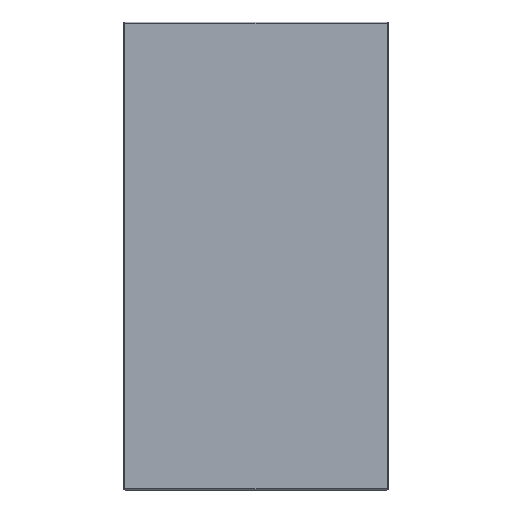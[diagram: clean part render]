
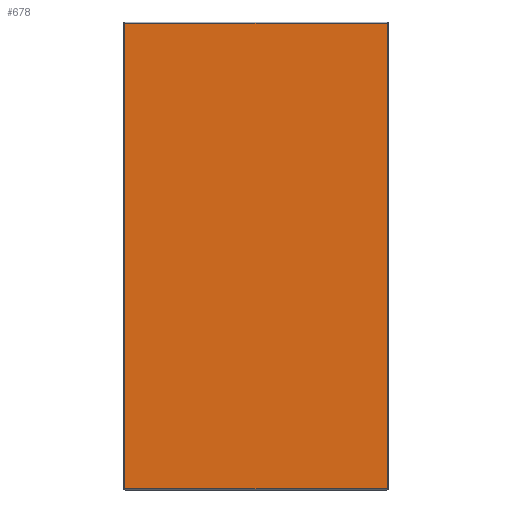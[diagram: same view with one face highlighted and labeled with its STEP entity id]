
A CAD part, top view. The second image highlights one B-rep face of the part: STEP entity #678.
In plain terms, the highlighted planar face has unit normal (0, 0, 1).
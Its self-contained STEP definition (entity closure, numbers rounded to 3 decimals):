
#72=FACE_OUTER_BOUND('',#118,.T.);
#118=EDGE_LOOP('',(#459,#460,#461,#462));
#167=LINE('',#988,#235);
#168=LINE('',#990,#236);
#169=LINE('',#992,#237);
#170=LINE('',#993,#238);
#235=VECTOR('',#807,1000.);
#236=VECTOR('',#808,1000.);
#237=VECTOR('',#809,1000.);
#238=VECTOR('',#810,1000.);
#303=VERTEX_POINT('',#986);
#304=VERTEX_POINT('',#987);
#305=VERTEX_POINT('',#989);
#306=VERTEX_POINT('',#991);
#359=EDGE_CURVE('',#303,#304,#167,.T.);
#360=EDGE_CURVE('',#304,#305,#168,.T.);
#361=EDGE_CURVE('',#305,#306,#169,.T.);
#362=EDGE_CURVE('',#306,#303,#170,.T.);
#459=ORIENTED_EDGE('',*,*,#359,.T.);
#460=ORIENTED_EDGE('',*,*,#360,.T.);
#461=ORIENTED_EDGE('',*,*,#361,.T.);
#462=ORIENTED_EDGE('',*,*,#362,.T.);
#656=PLANE('',#744);
#678=ADVANCED_FACE('',(#72),#656,.T.);
#744=AXIS2_PLACEMENT_3D('',#985,#805,#806);
#805=DIRECTION('center_axis',(0.,0.,1.));
#806=DIRECTION('ref_axis',(1.,0.,0.));
#807=DIRECTION('',(0.,-1.,0.));
#808=DIRECTION('',(1.,0.,0.));
#809=DIRECTION('',(0.,1.,0.));
#810=DIRECTION('',(-1.,0.,0.));
#985=CARTESIAN_POINT('Origin',(0.,0.,0.));
#986=CARTESIAN_POINT('',(-231.,410.,0.));
#987=CARTESIAN_POINT('',(-231.,-410.,0.));
#988=CARTESIAN_POINT('',(-231.,-410.,0.));
#989=CARTESIAN_POINT('',(231.,-410.,0.));
#990=CARTESIAN_POINT('',(231.,-410.,0.));
#991=CARTESIAN_POINT('',(231.,410.,0.));
#992=CARTESIAN_POINT('',(231.,-410.,0.));
#993=CARTESIAN_POINT('',(231.,410.,0.));
